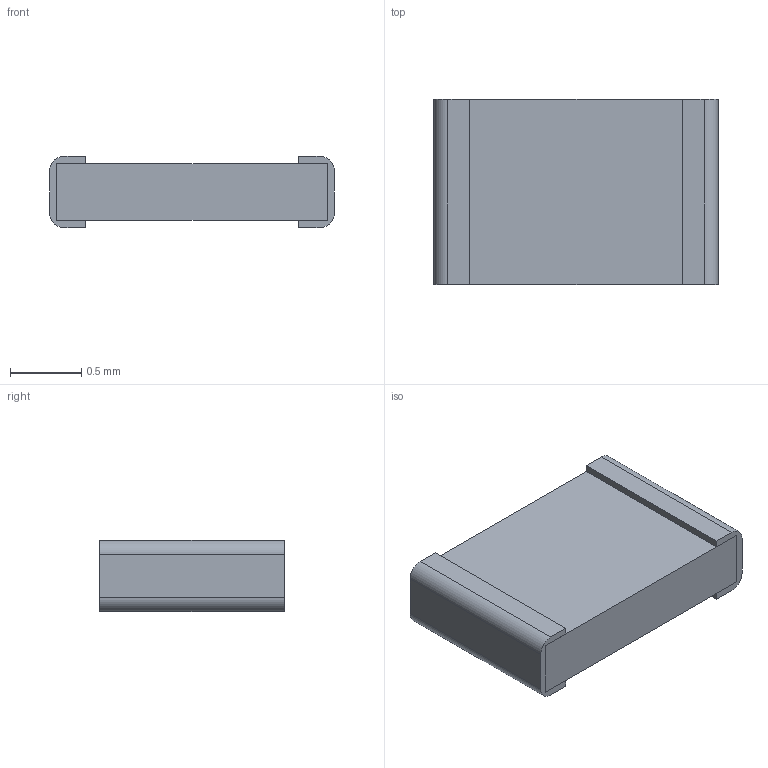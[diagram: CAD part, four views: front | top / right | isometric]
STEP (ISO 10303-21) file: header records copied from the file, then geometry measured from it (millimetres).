
FILE_DESCRIPTION(/* description */ (''),/* implementation_level */ '2;1');
FILE_NAME(/* name */ 'Cap 0805.step',/* time_stamp */ '2019-04-17T22:54:59+03:00',/* author */ (''),/* organization */ (''),/* preprocessor_version */ 'ST-DEVELOPER v17.2',/* originating_system */ 'Autodesk Translation Framework v7.6.0.251',/* authorisation */ '');
FILE_SCHEMA (('AUTOMOTIVE_DESIGN { 1 0 10303 214 3 1 1 }'));
Length unit declared in the file: millimetre
Products named in the file (5): (Unsaved); Cap 0805; Component1; Component2; Component3
Assembly tree (4 placements, depth 3):
  (Unsaved)
    Cap 0805
      Component1
      Component2
      Component3
Bounding box: 2 x 1.3 x 0.5 mm (x, y, z)
Volume: 1.1 mm3; surface area: 12.4 mm2
Topology: 3 solids, 3 shells, 30 faces, 72 edges, 48 vertices
Faces by surface type: plane 26, cylinder 4
Entity records: 1015 total; most frequent: CARTESIAN_POINT 159, DIRECTION 158, ORIENTED_EDGE 144, EDGE_CURVE 72, LINE 64, VECTOR 64, VERTEX_POINT 48, AXIS2_PLACEMENT_3D 47
